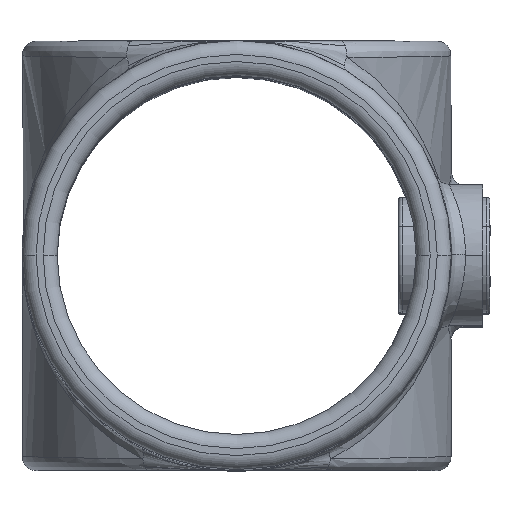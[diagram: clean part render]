
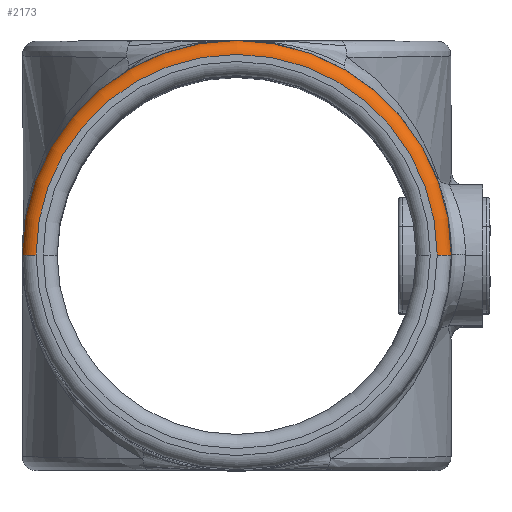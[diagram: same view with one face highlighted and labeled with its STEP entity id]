
A CAD part, top view. The second image highlights one B-rep face of the part: STEP entity #2173.
In plain terms, the highlighted toroidal (fillet/blend) face has major radius 28.5 mm and minor radius 2 mm.
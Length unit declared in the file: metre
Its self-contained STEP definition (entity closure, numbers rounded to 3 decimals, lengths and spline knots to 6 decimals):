
#1218 = DIRECTION ( 'NONE',  ( 1., 0., 0. ) ) ;
#1655 = CIRCLE ( 'NONE', #19888, 0.002 ) ;
#2173 = ADVANCED_FACE ( 'NONE', ( #9329 ), #11536, .T. ) ;
#2467 = DIRECTION ( 'NONE',  ( -1., 0., 0. ) ) ;
#3998 = CARTESIAN_POINT ( 'NONE',  ( 0.0285, 0., 0.077 ) ) ;
#4131 = CARTESIAN_POINT ( 'NONE',  ( 0., 0., 0.077 ) ) ;
#4419 = ORIENTED_EDGE ( 'NONE', *, *, #19096, .F. ) ;
#4931 = CIRCLE ( 'NONE', #7760, 0.0285 ) ;
#5111 = ORIENTED_EDGE ( 'NONE', *, *, #9064, .T. ) ;
#7307 = DIRECTION ( 'NONE',  ( 0., 0., 1. ) ) ;
#7760 = AXIS2_PLACEMENT_3D ( 'NONE', #11131, #8986, #14678 ) ;
#7814 = CARTESIAN_POINT ( 'NONE',  ( -0.0305, 0., 0.077 ) ) ;
#8218 = VERTEX_POINT ( 'NONE', #23429 ) ;
#8968 = CARTESIAN_POINT ( 'NONE',  ( -0.0285, 0., 0.079 ) ) ;
#8986 = DIRECTION ( 'NONE',  ( 0., 0., 1. ) ) ;
#9064 = EDGE_CURVE ( 'NONE', #24470, #15779, #1655, .T. ) ;
#9201 = EDGE_CURVE ( 'NONE', #16553, #15779, #4931, .T. ) ;
#9312 = ORIENTED_EDGE ( 'NONE', *, *, #9201, .F. ) ;
#9329 = FACE_OUTER_BOUND ( 'NONE', #24709, .T. ) ;
#10082 = DIRECTION ( 'NONE',  ( 0., 0., -1. ) ) ;
#10769 = CARTESIAN_POINT ( 'NONE',  ( 0.0285, 0., 0.079 ) ) ;
#11131 = CARTESIAN_POINT ( 'NONE',  ( 0., 0., 0.079 ) ) ;
#11536 = TOROIDAL_SURFACE ( 'NONE', #14756, 0.0285, 0.002 ) ;
#12976 = AXIS2_PLACEMENT_3D ( 'NONE', #3998, #13886, #13754 ) ;
#13754 = DIRECTION ( 'NONE',  ( 0., 0., -1. ) ) ;
#13886 = DIRECTION ( 'NONE',  ( 0., -1., 0. ) ) ;
#14678 = DIRECTION ( 'NONE',  ( 1., 0., 0. ) ) ;
#14700 = CARTESIAN_POINT ( 'NONE',  ( -0.0285, 0., 0.077 ) ) ;
#14756 = AXIS2_PLACEMENT_3D ( 'NONE', #20945, #7307, #1218 ) ;
#15779 = VERTEX_POINT ( 'NONE', #8968 ) ;
#16461 = DIRECTION ( 'NONE',  ( 0., 1., 0. ) ) ;
#16553 = VERTEX_POINT ( 'NONE', #10769 ) ;
#17409 = AXIS2_PLACEMENT_3D ( 'NONE', #4131, #10082, #17534 ) ;
#17534 = DIRECTION ( 'NONE',  ( 1., 0., 0. ) ) ;
#19031 = EDGE_CURVE ( 'NONE', #8218, #16553, #22236, .T. ) ;
#19096 = EDGE_CURVE ( 'NONE', #24470, #8218, #24248, .T. ) ;
#19888 = AXIS2_PLACEMENT_3D ( 'NONE', #14700, #16461, #2467 ) ;
#20945 = CARTESIAN_POINT ( 'NONE',  ( 0., 0., 0.077 ) ) ;
#22236 = CIRCLE ( 'NONE', #12976, 0.002 ) ;
#23116 = ORIENTED_EDGE ( 'NONE', *, *, #19031, .F. ) ;
#23429 = CARTESIAN_POINT ( 'NONE',  ( 0.0305, 0., 0.077 ) ) ;
#24248 = CIRCLE ( 'NONE', #17409, 0.0305 ) ;
#24470 = VERTEX_POINT ( 'NONE', #7814 ) ;
#24709 = EDGE_LOOP ( 'NONE', ( #4419, #5111, #9312, #23116 ) ) ;
